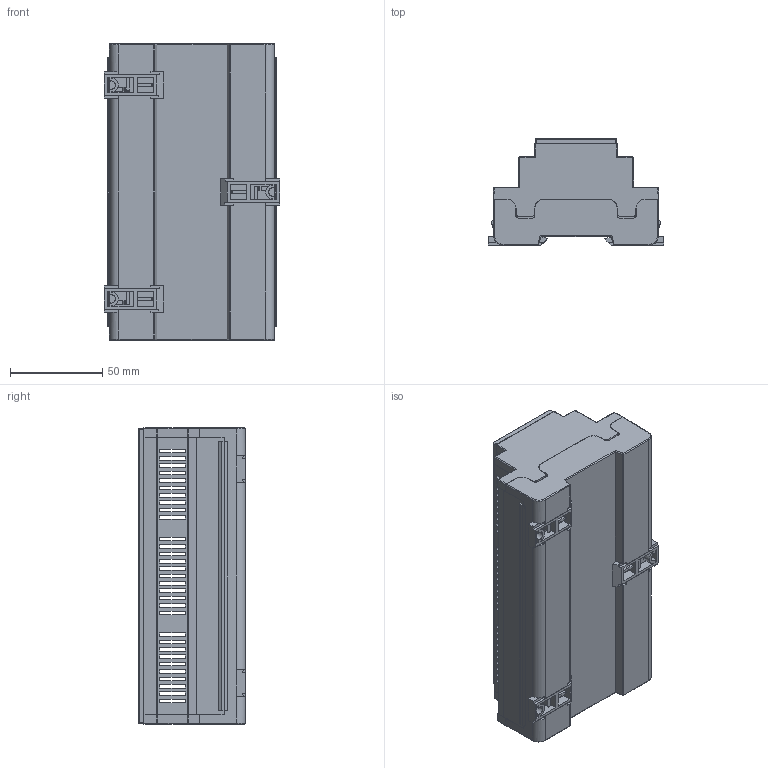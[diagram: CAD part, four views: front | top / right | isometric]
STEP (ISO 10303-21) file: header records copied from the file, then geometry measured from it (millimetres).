
FILE_DESCRIPTION (( 'STEP AP203' ), '1' );
FILE_NAME ('449-370-60.STEP', '2021-08-24T13:52:52', ( '' ), ( '' ), 'SwSTEP 2.0', 'SolidWorks 2018', '' );
FILE_SCHEMA (( 'CONFIG_CONTROL_DESIGN' ));
Length unit declared in the file: centimetre
Products named in the file (4): 044937001; 044900300; 449-370-60; 044937061
Assembly tree (5 placements, depth 2):
  449-370-60
    044937061
    044937001
    044900300  x3
Bounding box: 95 x 58 x 160.6 mm (x, y, z)
Volume: 76282.5 mm3; surface area: 106875.4 mm2
Topology: 5 solids, 5 shells, 1162 faces, 3267 edges, 2124 vertices
Faces by surface type: plane 960, cylinder 178, sphere 16, cone 4, torus 4
Entity records: 34759 total; most frequent: CARTESIAN_POINT 6219, ORIENTED_EDGE 6018, DIRECTION 5433, EDGE_CURVE 3009, VECTOR 2645, LINE 2645, VERTEX_POINT 1964, AXIS2_PLACEMENT_3D 1394
